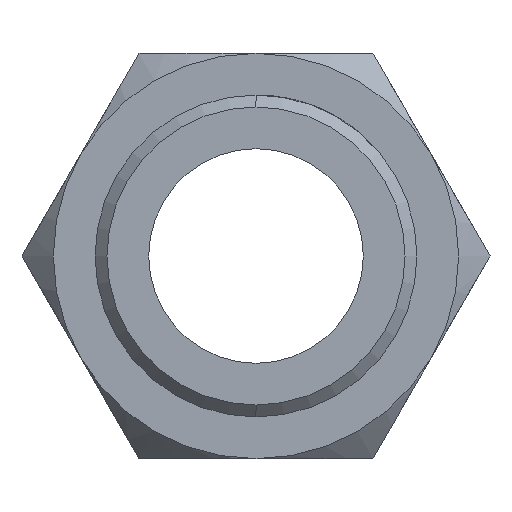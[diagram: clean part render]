
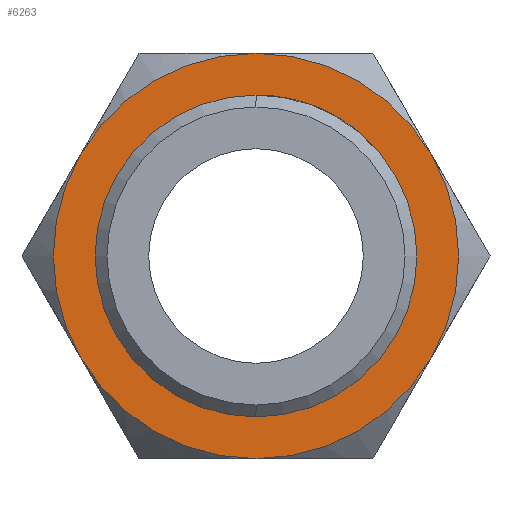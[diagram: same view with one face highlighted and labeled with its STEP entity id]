
A CAD part, left-side view. The second image highlights one B-rep face of the part: STEP entity #6263.
In plain terms, the highlighted planar face has unit normal (-1, 0, 0).
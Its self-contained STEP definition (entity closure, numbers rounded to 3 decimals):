
#34 = CIRCLE ( 'NONE', #360, 8.5 ) ;
#148 = CARTESIAN_POINT ( 'NONE',  ( 17., 0., 0. ) ) ;
#221 = ORIENTED_EDGE ( 'NONE', *, *, #1048, .F. ) ;
#222 = DIRECTION ( 'NONE',  ( 1., 0., 0. ) ) ;
#360 = AXIS2_PLACEMENT_3D ( 'NONE', #148, #8968, #6671 ) ;
#542 = DIRECTION ( 'NONE',  ( 0., 0., -1. ) ) ;
#781 = EDGE_CURVE ( 'NONE', #5178, #8549, #7828, .T. ) ;
#902 = CARTESIAN_POINT ( 'NONE',  ( 17., 0., 0. ) ) ;
#908 = CARTESIAN_POINT ( 'NONE',  ( 17., 0., -6.75 ) ) ;
#1048 = EDGE_CURVE ( 'NONE', #4508, #8584, #5461, .T. ) ;
#1214 = DIRECTION ( 'NONE',  ( 1., 0., 0. ) ) ;
#1281 = FACE_OUTER_BOUND ( 'NONE', #9707, .T. ) ;
#1695 = ORIENTED_EDGE ( 'NONE', *, *, #9215, .F. ) ;
#1709 = CARTESIAN_POINT ( 'NONE',  ( 17., 0., 0. ) ) ;
#1739 = CARTESIAN_POINT ( 'NONE',  ( 17., 0., 8.5 ) ) ;
#1805 = CARTESIAN_POINT ( 'NONE',  ( 17., 0., 0. ) ) ;
#1845 = ORIENTED_EDGE ( 'NONE', *, *, #8302, .F. ) ;
#1943 = CIRCLE ( 'NONE', #3978, 8.5 ) ;
#2091 = DIRECTION ( 'NONE',  ( 1., 0., 0. ) ) ;
#2112 = ORIENTED_EDGE ( 'NONE', *, *, #9597, .T. ) ;
#2418 = CARTESIAN_POINT ( 'NONE',  ( 17., 0., 6.75 ) ) ;
#2541 = DIRECTION ( 'NONE',  ( 0., 0., 1. ) ) ;
#2721 = CIRCLE ( 'NONE', #7909, 8.5 ) ;
#2843 = FACE_BOUND ( 'NONE', #4737, .T. ) ;
#2935 = EDGE_CURVE ( 'NONE', #8584, #5479, #34, .T. ) ;
#2937 = AXIS2_PLACEMENT_3D ( 'NONE', #1709, #6292, #5830 ) ;
#3076 = DIRECTION ( 'NONE',  ( 0., 0., -1. ) ) ;
#3102 = CARTESIAN_POINT ( 'NONE',  ( 17., 7.361, 4.25 ) ) ;
#3150 = VERTEX_POINT ( 'NONE', #3102 ) ;
#3978 = AXIS2_PLACEMENT_3D ( 'NONE', #1805, #9175, #2541 ) ;
#4047 = EDGE_CURVE ( 'NONE', #8549, #5178, #4413, .T. ) ;
#4101 = ORIENTED_EDGE ( 'NONE', *, *, #2935, .F. ) ;
#4197 = DIRECTION ( 'NONE',  ( 0., 0., -1. ) ) ;
#4303 = CARTESIAN_POINT ( 'NONE',  ( 17., 0., 0. ) ) ;
#4413 = CIRCLE ( 'NONE', #5988, 6.75 ) ;
#4508 = VERTEX_POINT ( 'NONE', #5898 ) ;
#4589 = AXIS2_PLACEMENT_3D ( 'NONE', #5840, #8831, #8692 ) ;
#4737 = EDGE_LOOP ( 'NONE', ( #6813, #8446 ) ) ;
#4763 = CIRCLE ( 'NONE', #5226, 8.5 ) ;
#4822 = CARTESIAN_POINT ( 'NONE',  ( 17., 7.361, -4.25 ) ) ;
#5096 = PLANE ( 'NONE',  #4589 ) ;
#5178 = VERTEX_POINT ( 'NONE', #908 ) ;
#5226 = AXIS2_PLACEMENT_3D ( 'NONE', #8282, #6717, #3076 ) ;
#5357 = VERTEX_POINT ( 'NONE', #5714 ) ;
#5379 = AXIS2_PLACEMENT_3D ( 'NONE', #4303, #2091, #542 ) ;
#5461 = CIRCLE ( 'NONE', #7974, 8.5 ) ;
#5479 = VERTEX_POINT ( 'NONE', #4822 ) ;
#5714 = CARTESIAN_POINT ( 'NONE',  ( 17., -7.361, 4.25 ) ) ;
#5830 = DIRECTION ( 'NONE',  ( 0., 0., 1. ) ) ;
#5840 = CARTESIAN_POINT ( 'NONE',  ( 17., 0., 0. ) ) ;
#5898 = CARTESIAN_POINT ( 'NONE',  ( 17., -7.361, -4.25 ) ) ;
#5988 = AXIS2_PLACEMENT_3D ( 'NONE', #6069, #7539, #6811 ) ;
#6069 = CARTESIAN_POINT ( 'NONE',  ( 17., 0., 0. ) ) ;
#6211 = DIRECTION ( 'NONE',  ( 0., 0., -1. ) ) ;
#6263 = ADVANCED_FACE ( 'NONE', ( #2843, #1281 ), #5096, .F. ) ;
#6292 = DIRECTION ( 'NONE',  ( -1., 0., 0. ) ) ;
#6490 = EDGE_CURVE ( 'NONE', #5357, #4508, #8199, .T. ) ;
#6527 = CARTESIAN_POINT ( 'NONE',  ( 17., 0., -8.5 ) ) ;
#6584 = ORIENTED_EDGE ( 'NONE', *, *, #6490, .F. ) ;
#6671 = DIRECTION ( 'NONE',  ( 0., 0., -1. ) ) ;
#6717 = DIRECTION ( 'NONE',  ( 1., 0., 0. ) ) ;
#6811 = DIRECTION ( 'NONE',  ( 0., 0., 1. ) ) ;
#6813 = ORIENTED_EDGE ( 'NONE', *, *, #4047, .F. ) ;
#7539 = DIRECTION ( 'NONE',  ( -1., 0., 0. ) ) ;
#7828 = CIRCLE ( 'NONE', #2937, 6.75 ) ;
#7909 = AXIS2_PLACEMENT_3D ( 'NONE', #902, #222, #6211 ) ;
#7942 = CARTESIAN_POINT ( 'NONE',  ( 17., 0., 0. ) ) ;
#7974 = AXIS2_PLACEMENT_3D ( 'NONE', #7942, #1214, #4197 ) ;
#8199 = CIRCLE ( 'NONE', #5379, 8.5 ) ;
#8282 = CARTESIAN_POINT ( 'NONE',  ( 17., 0., 0. ) ) ;
#8302 = EDGE_CURVE ( 'NONE', #5479, #3150, #4763, .T. ) ;
#8446 = ORIENTED_EDGE ( 'NONE', *, *, #781, .F. ) ;
#8549 = VERTEX_POINT ( 'NONE', #2418 ) ;
#8584 = VERTEX_POINT ( 'NONE', #6527 ) ;
#8692 = DIRECTION ( 'NONE',  ( 0., 0., -1. ) ) ;
#8831 = DIRECTION ( 'NONE',  ( 1., 0., 0. ) ) ;
#8839 = VERTEX_POINT ( 'NONE', #1739 ) ;
#8968 = DIRECTION ( 'NONE',  ( 1., 0., 0. ) ) ;
#9175 = DIRECTION ( 'NONE',  ( -1., 0., 0. ) ) ;
#9215 = EDGE_CURVE ( 'NONE', #8839, #5357, #2721, .T. ) ;
#9597 = EDGE_CURVE ( 'NONE', #8839, #3150, #1943, .T. ) ;
#9707 = EDGE_LOOP ( 'NONE', ( #4101, #221, #6584, #1695, #2112, #1845 ) ) ;
